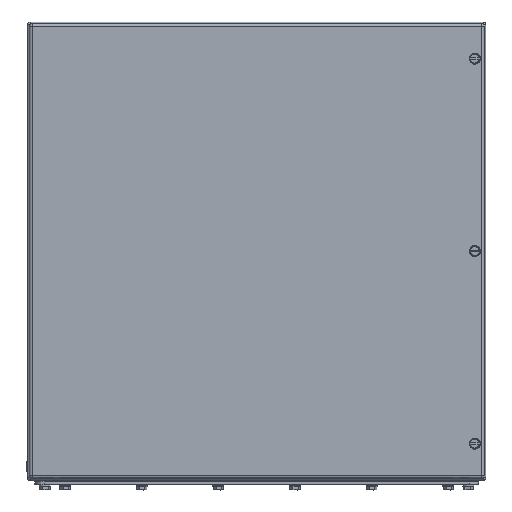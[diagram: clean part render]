
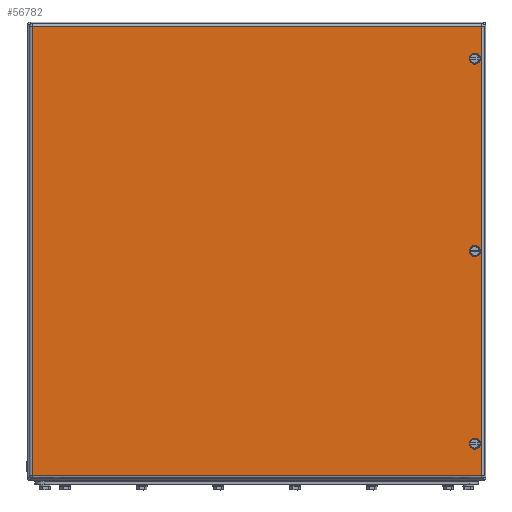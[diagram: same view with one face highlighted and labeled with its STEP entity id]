
A CAD part, top view. The second image highlights one B-rep face of the part: STEP entity #56782.
In plain terms, the highlighted planar face has unit normal (0, 0, 1).
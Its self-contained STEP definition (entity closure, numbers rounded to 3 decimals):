
#56706=AXIS2_PLACEMENT_3D('Plane Axis2P3D',#56703,#56704,#56705) ;
#56748=AXIS2_PLACEMENT_3D('Circle Axis2P3D',#56746,#56747,$) ;
#56757=AXIS2_PLACEMENT_3D('Circle Axis2P3D',#56755,#56756,$) ;
#56766=AXIS2_PLACEMENT_3D('Circle Axis2P3D',#56764,#56765,$) ;
#56775=AXIS2_PLACEMENT_3D('Circle Axis2P3D',#56773,#56774,$) ;
#56465=CARTESIAN_POINT('Vertex',(484.5,260.,200.)) ;
#56469=CARTESIAN_POINT('Control Point',(484.5,260.,200.)) ;
#56470=CARTESIAN_POINT('Control Point',(484.5,259.45,200.)) ;
#56471=CARTESIAN_POINT('Control Point',(484.608,258.9,200.)) ;
#56472=CARTESIAN_POINT('Control Point',(484.824,258.379,200.)) ;
#56473=CARTESIAN_POINT('Control Point',(485.449,257.449,200.)) ;
#56474=CARTESIAN_POINT('Control Point',(486.379,256.824,200.)) ;
#56475=CARTESIAN_POINT('Control Point',(486.9,256.608,200.)) ;
#56476=CARTESIAN_POINT('Control Point',(488.,256.392,200.)) ;
#56477=CARTESIAN_POINT('Control Point',(489.1,256.608,200.)) ;
#56478=CARTESIAN_POINT('Control Point',(489.621,256.824,200.)) ;
#56479=CARTESIAN_POINT('Control Point',(490.551,257.449,200.)) ;
#56480=CARTESIAN_POINT('Control Point',(491.176,258.379,200.)) ;
#56481=CARTESIAN_POINT('Control Point',(491.392,258.9,200.)) ;
#56482=CARTESIAN_POINT('Control Point',(491.5,259.45,200.)) ;
#56483=CARTESIAN_POINT('Control Point',(491.5,260.,200.)) ;
#56484=CARTESIAN_POINT('Vertex',(491.5,260.,200.)) ;
#56680=CARTESIAN_POINT('Control Point',(491.5,260.,200.)) ;
#56681=CARTESIAN_POINT('Control Point',(491.5,260.55,200.)) ;
#56682=CARTESIAN_POINT('Control Point',(491.392,261.1,200.)) ;
#56683=CARTESIAN_POINT('Control Point',(491.176,261.621,200.)) ;
#56684=CARTESIAN_POINT('Control Point',(490.551,262.551,200.)) ;
#56685=CARTESIAN_POINT('Control Point',(489.621,263.176,200.)) ;
#56686=CARTESIAN_POINT('Control Point',(489.1,263.392,200.)) ;
#56687=CARTESIAN_POINT('Control Point',(488.,263.608,200.)) ;
#56688=CARTESIAN_POINT('Control Point',(486.9,263.392,200.)) ;
#56689=CARTESIAN_POINT('Control Point',(486.379,263.176,200.)) ;
#56690=CARTESIAN_POINT('Control Point',(485.449,262.551,200.)) ;
#56691=CARTESIAN_POINT('Control Point',(484.824,261.621,200.)) ;
#56692=CARTESIAN_POINT('Control Point',(484.608,261.1,200.)) ;
#56693=CARTESIAN_POINT('Control Point',(484.5,260.55,200.)) ;
#56694=CARTESIAN_POINT('Control Point',(484.5,260.,200.)) ;
#56703=CARTESIAN_POINT('Axis2P3D Location',(250.,260.,200.)) ;
#56708=CARTESIAN_POINT('Line Origine',(495.,260.,200.)) ;
#56712=CARTESIAN_POINT('Vertex',(495.,15.,200.)) ;
#56714=CARTESIAN_POINT('Vertex',(495.,505.,200.)) ;
#56717=CARTESIAN_POINT('Line Origine',(250.,505.,200.)) ;
#56721=CARTESIAN_POINT('Vertex',(5.,505.,200.)) ;
#56724=CARTESIAN_POINT('Line Origine',(5.,260.,200.)) ;
#56728=CARTESIAN_POINT('Vertex',(5.,15.,200.)) ;
#56731=CARTESIAN_POINT('Line Origine',(250.,15.,200.)) ;
#56746=CARTESIAN_POINT('Axis2P3D Location',(488.,470.,200.)) ;
#56750=CARTESIAN_POINT('Vertex',(491.5,470.,200.)) ;
#56752=CARTESIAN_POINT('Vertex',(484.5,470.,200.)) ;
#56755=CARTESIAN_POINT('Axis2P3D Location',(488.,470.,200.)) ;
#56764=CARTESIAN_POINT('Axis2P3D Location',(488.,50.,200.)) ;
#56768=CARTESIAN_POINT('Vertex',(491.5,50.,200.)) ;
#56770=CARTESIAN_POINT('Vertex',(484.5,50.,200.)) ;
#56773=CARTESIAN_POINT('Axis2P3D Location',(488.,50.,200.)) ;
#56704=DIRECTION('Axis2P3D Direction',(0.,0.,1.)) ;
#56705=DIRECTION('Axis2P3D XDirection',(1.,0.,0.)) ;
#56709=DIRECTION('Vector Direction',(0.,1.,0.)) ;
#56718=DIRECTION('Vector Direction',(-1.,0.,0.)) ;
#56725=DIRECTION('Vector Direction',(0.,-1.,0.)) ;
#56732=DIRECTION('Vector Direction',(1.,0.,0.)) ;
#56747=DIRECTION('Axis2P3D Direction',(0.,0.,1.)) ;
#56756=DIRECTION('Axis2P3D Direction',(0.,0.,1.)) ;
#56765=DIRECTION('Axis2P3D Direction',(0.,0.,1.)) ;
#56774=DIRECTION('Axis2P3D Direction',(0.,0.,1.)) ;
#56710=VECTOR('Line Direction',#56709,1.) ;
#56719=VECTOR('Line Direction',#56718,1.) ;
#56726=VECTOR('Line Direction',#56725,1.) ;
#56733=VECTOR('Line Direction',#56732,1.) ;
#56737=ORIENTED_EDGE('',*,*,#56716,.T.) ;
#56738=ORIENTED_EDGE('',*,*,#56723,.T.) ;
#56739=ORIENTED_EDGE('',*,*,#56730,.T.) ;
#56740=ORIENTED_EDGE('',*,*,#56735,.T.) ;
#56743=ORIENTED_EDGE('',*,*,#56695,.F.) ;
#56744=ORIENTED_EDGE('',*,*,#56486,.F.) ;
#56761=ORIENTED_EDGE('',*,*,#56754,.F.) ;
#56762=ORIENTED_EDGE('',*,*,#56759,.F.) ;
#56779=ORIENTED_EDGE('',*,*,#56772,.F.) ;
#56780=ORIENTED_EDGE('',*,*,#56777,.F.) ;
#56745=FACE_BOUND('',#56742,.T.) ;
#56763=FACE_BOUND('',#56760,.T.) ;
#56781=FACE_BOUND('',#56778,.T.) ;
#56782=ADVANCED_FACE('74074_ZUB_DE_HS_KEBX_500x500-1/74074_DE_HS_KEBX_500x500-1-solid1',(#56741,#56745,#56763,#56781),#56707,.T.) ;
#56468=B_SPLINE_CURVE_WITH_KNOTS('',5,(#56469,#56470,#56471,#56472,#56473,#56474,#56475,#56476,#56477,#56478,#56479,#56480,#56481,#56482,#56483),.UNSPECIFIED.,.F.,.U.,(6,3,3,3,6),(-5.498,-2.749,0.,2.749,5.498),.UNSPECIFIED.) ;
#56679=B_SPLINE_CURVE_WITH_KNOTS('',5,(#56680,#56681,#56682,#56683,#56684,#56685,#56686,#56687,#56688,#56689,#56690,#56691,#56692,#56693,#56694),.UNSPECIFIED.,.F.,.U.,(6,3,3,3,6),(-5.498,-2.749,0.,2.749,5.498),.UNSPECIFIED.) ;
#56749=CIRCLE('generated circle',#56748,3.5) ;
#56758=CIRCLE('generated circle',#56757,3.5) ;
#56767=CIRCLE('generated circle',#56766,3.5) ;
#56776=CIRCLE('generated circle',#56775,3.5) ;
#56486=EDGE_CURVE('',#56466,#56485,#56468,.T.) ;
#56695=EDGE_CURVE('',#56485,#56466,#56679,.T.) ;
#56716=EDGE_CURVE('',#56713,#56715,#56711,.T.) ;
#56723=EDGE_CURVE('',#56715,#56722,#56720,.T.) ;
#56730=EDGE_CURVE('',#56722,#56729,#56727,.T.) ;
#56735=EDGE_CURVE('',#56729,#56713,#56734,.T.) ;
#56754=EDGE_CURVE('',#56751,#56753,#56749,.T.) ;
#56759=EDGE_CURVE('',#56753,#56751,#56758,.T.) ;
#56772=EDGE_CURVE('',#56769,#56771,#56767,.T.) ;
#56777=EDGE_CURVE('',#56771,#56769,#56776,.T.) ;
#56736=EDGE_LOOP('',(#56737,#56738,#56739,#56740)) ;
#56742=EDGE_LOOP('',(#56743,#56744)) ;
#56760=EDGE_LOOP('',(#56761,#56762)) ;
#56778=EDGE_LOOP('',(#56779,#56780)) ;
#56741=FACE_OUTER_BOUND('',#56736,.T.) ;
#56711=LINE('Line',#56708,#56710) ;
#56720=LINE('Line',#56717,#56719) ;
#56727=LINE('Line',#56724,#56726) ;
#56734=LINE('Line',#56731,#56733) ;
#56707=PLANE('',#56706) ;
#56466=VERTEX_POINT('',#56465) ;
#56485=VERTEX_POINT('',#56484) ;
#56713=VERTEX_POINT('',#56712) ;
#56715=VERTEX_POINT('',#56714) ;
#56722=VERTEX_POINT('',#56721) ;
#56729=VERTEX_POINT('',#56728) ;
#56751=VERTEX_POINT('',#56750) ;
#56753=VERTEX_POINT('',#56752) ;
#56769=VERTEX_POINT('',#56768) ;
#56771=VERTEX_POINT('',#56770) ;
